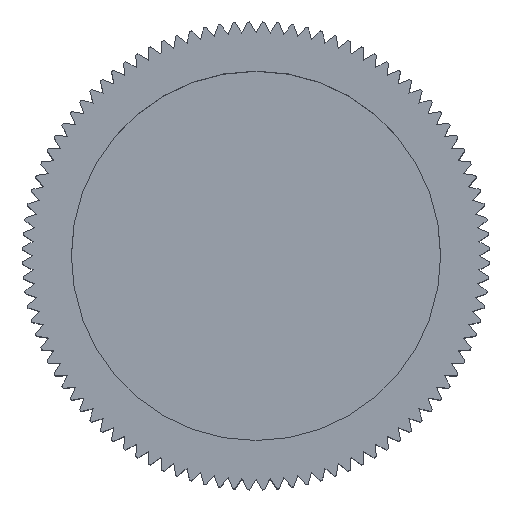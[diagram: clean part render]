
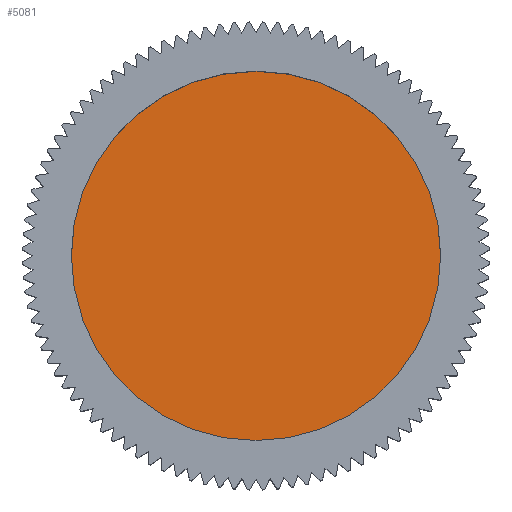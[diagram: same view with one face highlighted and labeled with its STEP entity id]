
A CAD part, top view. The second image highlights one B-rep face of the part: STEP entity #5081.
In plain terms, the highlighted planar face has unit normal (0, 0, 1).
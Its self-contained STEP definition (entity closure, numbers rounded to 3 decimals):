
#2683=VERTEX_POINT('',#6536);
#3809=EDGE_CURVE('',#2683,#4905,#7763,.T.);
#4899=EDGE_CURVE('',#4905,#2683,#8947,.T.);
#4905=VERTEX_POINT('',#8953);
#5081=ADVANCED_FACE('',(#9147),#9148,.F.);
#6536=CARTESIAN_POINT('',(-7.5,0.,9.0));
#7763=CIRCLE('',#13561,7.5);
#8947=CIRCLE('',#15610,7.5);
#8953=CARTESIAN_POINT('',(7.5,0.0,9.0));
#9147=FACE_OUTER_BOUND('',#15989,.T.);
#9148=PLANE('',#15990);
#13561=AXIS2_PLACEMENT_3D('',#19330,#19331,#19332);
#15610=AXIS2_PLACEMENT_3D('',#20735,#20736,#20737);
#15989=EDGE_LOOP('',(#20930,#20931));
#15990=AXIS2_PLACEMENT_3D('',#20932,#20933,#20934);
#19330=CARTESIAN_POINT('',(0.0,0.0,9.0));
#19331=DIRECTION('',(0.0,0.0,-1.0));
#19332=DIRECTION('',(1.0,0.0,0.0));
#20735=CARTESIAN_POINT('',(0.0,0.0,9.0));
#20736=DIRECTION('',(0.0,0.0,-1.0));
#20737=DIRECTION('',(1.0,0.0,0.0));
#20930=ORIENTED_EDGE('',*,*,#4899,.F.);
#20931=ORIENTED_EDGE('',*,*,#3809,.F.);
#20932=CARTESIAN_POINT('',(0.0,0.0,9.0));
#20933=DIRECTION('',(0.0,0.0,-1.0));
#20934=DIRECTION('',(-1.0,0.0,0.0));
